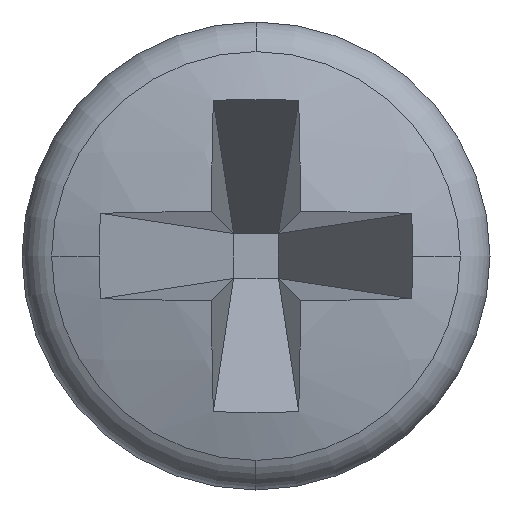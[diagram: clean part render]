
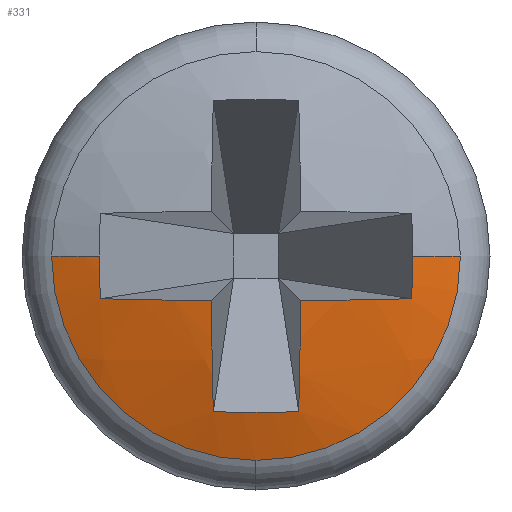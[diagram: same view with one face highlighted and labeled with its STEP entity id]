
A CAD part, left-side view. The second image highlights one B-rep face of the part: STEP entity #331.
In plain terms, the highlighted spherical face has radius 3.2 mm.
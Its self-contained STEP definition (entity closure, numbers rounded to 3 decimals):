
#21 = DIRECTION ( 'NONE',  ( 0., 0., 1. ) ) ;
#23 = VERTEX_POINT ( 'NONE', #136 ) ;
#38 = DIRECTION ( 'NONE',  ( 0., 1., 0. ) ) ;
#42 = CIRCLE ( 'NONE', #440, 3.036 ) ;
#46 = CARTESIAN_POINT ( 'NONE',  ( 0.118, 0.831, -0.228 ) ) ;
#47 = DIRECTION ( 'NONE',  ( -0.1, 0.995, 0. ) ) ;
#55 = CIRCLE ( 'NONE', #431, 1.092 ) ;
#56 = DIRECTION ( 'NONE',  ( -0.833, 0., -0.553 ) ) ;
#66 = AXIS2_PLACEMENT_3D ( 'NONE', #196, #84, #697 ) ;
#68 = CARTESIAN_POINT ( 'NONE',  ( 0.192, 0., -1.092 ) ) ;
#72 = DIRECTION ( 'NONE',  ( 1., 0., 0. ) ) ;
#78 = FACE_OUTER_BOUND ( 'NONE', #587, .T. ) ;
#84 = DIRECTION ( 'NONE',  ( -1., 0., 0. ) ) ;
#86 = CIRCLE ( 'NONE', #307, 3.199 ) ;
#87 = CARTESIAN_POINT ( 'NONE',  ( 0.192, -1.092, 0. ) ) ;
#91 = ORIENTED_EDGE ( 'NONE', *, *, #505, .F. ) ;
#92 = DIRECTION ( 'NONE',  ( 0.995, 0., 0.1 ) ) ;
#94 = DIRECTION ( 'NONE',  ( -1., 0., 0. ) ) ;
#102 = CARTESIAN_POINT ( 'NONE',  ( 3.2, 0., 0. ) ) ;
#103 = ORIENTED_EDGE ( 'NONE', *, *, #339, .F. ) ;
#117 = ORIENTED_EDGE ( 'NONE', *, *, #519, .F. ) ;
#119 = ORIENTED_EDGE ( 'NONE', *, *, #303, .T. ) ;
#121 = AXIS2_PLACEMENT_3D ( 'NONE', #568, #299, #511 ) ;
#123 = CARTESIAN_POINT ( 'NONE',  ( 0.018, -0.238, -0.238 ) ) ;
#130 = AXIS2_PLACEMENT_3D ( 'NONE', #102, #314, #38 ) ;
#131 = CARTESIAN_POINT ( 'NONE',  ( 3.2, 0., 0. ) ) ;
#136 = CARTESIAN_POINT ( 'NONE',  ( 0.111, -0.836, 0. ) ) ;
#142 = ORIENTED_EDGE ( 'NONE', *, *, #614, .T. ) ;
#147 = DIRECTION ( 'NONE',  ( -0.1, 0., 0.995 ) ) ;
#150 = ORIENTED_EDGE ( 'NONE', *, *, #522, .T. ) ;
#185 = VERTEX_POINT ( 'NONE', #253 ) ;
#193 = CIRCLE ( 'NONE', #552, 3.199 ) ;
#196 = CARTESIAN_POINT ( 'NONE',  ( 0.192, 0., 0. ) ) ;
#211 = ORIENTED_EDGE ( 'NONE', *, *, #508, .T. ) ;
#214 = AXIS2_PLACEMENT_3D ( 'NONE', #309, #47, #364 ) ;
#217 = CARTESIAN_POINT ( 'NONE',  ( 0.192, 0., 0. ) ) ;
#237 = AXIS2_PLACEMENT_3D ( 'NONE', #595, #592, #266 ) ;
#241 = SPHERICAL_SURFACE ( 'NONE', #121, 3.2 ) ;
#243 = VERTEX_POINT ( 'NONE', #87 ) ;
#248 = EDGE_CURVE ( 'NONE', #535, #283, #394, .T. ) ;
#249 = AXIS2_PLACEMENT_3D ( 'NONE', #681, #286, #56 ) ;
#253 = CARTESIAN_POINT ( 'NONE',  ( 0.192, 1.092, 0. ) ) ;
#261 = CIRCLE ( 'NONE', #249, 3.036 ) ;
#266 = DIRECTION ( 'NONE',  ( 0.833, 0.553, 0. ) ) ;
#269 = DIRECTION ( 'NONE',  ( -0.1, 0., 0.995 ) ) ;
#274 = CIRCLE ( 'NONE', #441, 3.199 ) ;
#280 = VERTEX_POINT ( 'NONE', #68 ) ;
#283 = VERTEX_POINT ( 'NONE', #123 ) ;
#286 = DIRECTION ( 'NONE',  ( 0.553, 0., -0.833 ) ) ;
#299 = DIRECTION ( 'NONE',  ( 0., 0., -1. ) ) ;
#303 = EDGE_CURVE ( 'NONE', #469, #417, #42, .T. ) ;
#307 = AXIS2_PLACEMENT_3D ( 'NONE', #411, #147, #543 ) ;
#309 = CARTESIAN_POINT ( 'NONE',  ( 3.192, 0.082, 0. ) ) ;
#314 = DIRECTION ( 'NONE',  ( 0., 0., -1. ) ) ;
#329 = ORIENTED_EDGE ( 'NONE', *, *, #573, .T. ) ;
#331 = ADVANCED_FACE ( 'NONE', ( #78 ), #241, .T. ) ;
#339 = EDGE_CURVE ( 'NONE', #185, #417, #524, .T. ) ;
#340 = DIRECTION ( 'NONE',  ( -0.833, 0.553, 0. ) ) ;
#354 = ORIENTED_EDGE ( 'NONE', *, *, #248, .F. ) ;
#356 = CIRCLE ( 'NONE', #237, 3.036 ) ;
#362 = VERTEX_POINT ( 'NONE', #622 ) ;
#364 = DIRECTION ( 'NONE',  ( -0.995, -0.1, 0. ) ) ;
#367 = DIRECTION ( 'NONE',  ( -0.1, -0.995, 0. ) ) ;
#375 = DIRECTION ( 'NONE',  ( 0., 0., 1. ) ) ;
#377 = EDGE_CURVE ( 'NONE', #283, #659, #86, .T. ) ;
#394 = CIRCLE ( 'NONE', #214, 3.199 ) ;
#398 = DIRECTION ( 'NONE',  ( 0.553, 0.833, 0. ) ) ;
#411 = CARTESIAN_POINT ( 'NONE',  ( 3.192, 0., 0.082 ) ) ;
#417 = VERTEX_POINT ( 'NONE', #694 ) ;
#421 = ORIENTED_EDGE ( 'NONE', *, *, #425, .T. ) ;
#425 = EDGE_CURVE ( 'NONE', #185, #280, #645, .T. ) ;
#431 = AXIS2_PLACEMENT_3D ( 'NONE', #217, #94, #375 ) ;
#440 = AXIS2_PLACEMENT_3D ( 'NONE', #683, #398, #340 ) ;
#441 = AXIS2_PLACEMENT_3D ( 'NONE', #539, #269, #92 ) ;
#466 = CIRCLE ( 'NONE', #130, 3.2 ) ;
#469 = VERTEX_POINT ( 'NONE', #46 ) ;
#505 = EDGE_CURVE ( 'NONE', #687, #362, #193, .T. ) ;
#508 = EDGE_CURVE ( 'NONE', #23, #659, #356, .T. ) ;
#511 = DIRECTION ( 'NONE',  ( 0., 1., 0. ) ) ;
#519 = EDGE_CURVE ( 'NONE', #469, #687, #274, .T. ) ;
#522 = EDGE_CURVE ( 'NONE', #243, #23, #466, .T. ) ;
#524 = CIRCLE ( 'NONE', #621, 3.2 ) ;
#533 = CARTESIAN_POINT ( 'NONE',  ( 3.192, -0.082, 0. ) ) ;
#535 = VERTEX_POINT ( 'NONE', #711 ) ;
#539 = CARTESIAN_POINT ( 'NONE',  ( 3.192, 0., 0.082 ) ) ;
#543 = DIRECTION ( 'NONE',  ( 0.995, 0., 0.1 ) ) ;
#552 = AXIS2_PLACEMENT_3D ( 'NONE', #533, #367, #704 ) ;
#561 = CARTESIAN_POINT ( 'NONE',  ( 0.018, 0.238, -0.238 ) ) ;
#568 = CARTESIAN_POINT ( 'NONE',  ( 3.2, 0., 0. ) ) ;
#573 = EDGE_CURVE ( 'NONE', #280, #243, #55, .T. ) ;
#587 = EDGE_LOOP ( 'NONE', ( #421, #329, #150, #211, #712, #354, #142, #91, #117, #119, #103 ) ) ;
#592 = DIRECTION ( 'NONE',  ( 0.553, -0.833, 0. ) ) ;
#595 = CARTESIAN_POINT ( 'NONE',  ( 2.64, 0.843, 0. ) ) ;
#614 = EDGE_CURVE ( 'NONE', #535, #362, #261, .T. ) ;
#618 = CARTESIAN_POINT ( 'NONE',  ( 0.118, -0.831, -0.228 ) ) ;
#621 = AXIS2_PLACEMENT_3D ( 'NONE', #131, #21, #72 ) ;
#622 = CARTESIAN_POINT ( 'NONE',  ( 0.118, 0.228, -0.831 ) ) ;
#645 = CIRCLE ( 'NONE', #66, 1.092 ) ;
#659 = VERTEX_POINT ( 'NONE', #618 ) ;
#681 = CARTESIAN_POINT ( 'NONE',  ( 2.64, 0., 0.843 ) ) ;
#683 = CARTESIAN_POINT ( 'NONE',  ( 2.64, -0.843, 0. ) ) ;
#687 = VERTEX_POINT ( 'NONE', #561 ) ;
#694 = CARTESIAN_POINT ( 'NONE',  ( 0.111, 0.836, 0. ) ) ;
#697 = DIRECTION ( 'NONE',  ( 0., 0., 1. ) ) ;
#704 = DIRECTION ( 'NONE',  ( 0.995, -0.1, 0. ) ) ;
#711 = CARTESIAN_POINT ( 'NONE',  ( 0.118, -0.228, -0.831 ) ) ;
#712 = ORIENTED_EDGE ( 'NONE', *, *, #377, .F. ) ;
